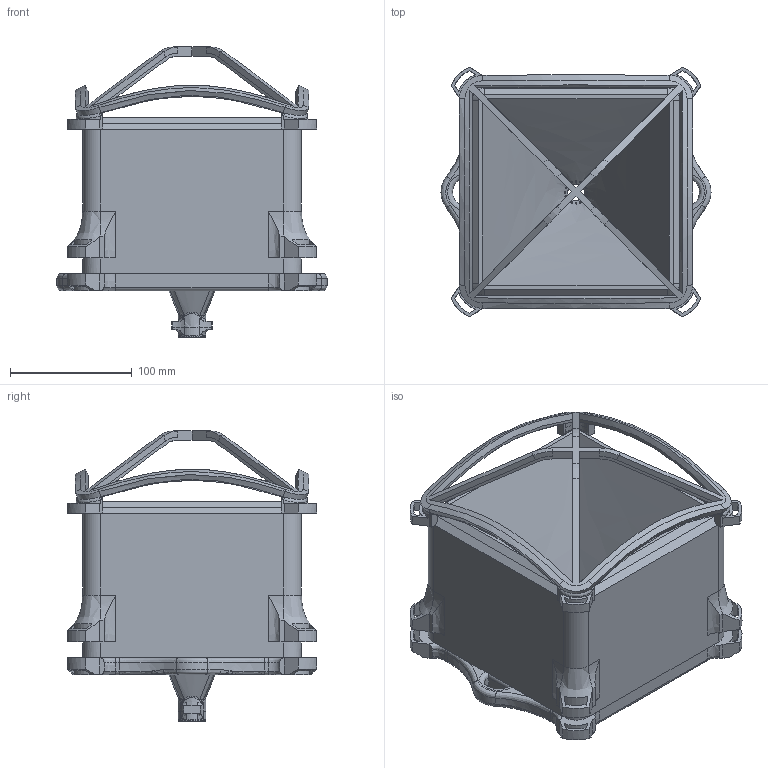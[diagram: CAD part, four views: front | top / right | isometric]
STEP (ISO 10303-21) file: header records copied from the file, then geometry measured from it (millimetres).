
FILE_DESCRIPTION(/* description */ ('STEP AP242','CAx-IF Rec.Pracs.---Representation and Presentation of Product Manufacturing Information (PMI)---4.0---2014-10-13','CAx-IF Rec.Pracs.---3D Tessellated Geometry---0.4---2014-09-14','2;1'),/* implementation_level */ '2;1');
FILE_NAME(/* name */ '668c862e00246a4007b4f083',/* time_stamp */ '2024-07-09T00:37:03Z',/* author */ (''),/* organization */ (''),/* preprocessor_version */ 'ST-DEVELOPER v20',/* originating_system */ ' ',/* authorisation */ ' ');
FILE_SCHEMA (('AP242_MANAGED_MODEL_BASED_3D_ENGINEERING_MIM_LF { 1 0 10303 442 1 1 4 }'));
Length unit declared in the file: metre
Products named in the file (3): grill.v1; horn.v0.93; seal.v1.21
Bounding box: 222 x 205.3 x 238.5 mm (x, y, z)
Volume: 1178807.9 mm3; surface area: 436665.8 mm2
Topology: 3 solids, 3 shells, 573 faces, 1691 edges, 1088 vertices
Faces by surface type: bspline 338, plane 172, cylinder 53, torus 8, cone 2
Full cylindrical faces by diameter (mm): 1.5 x16, 13.5 x1
Entity records: 34319 total; most frequent: CARTESIAN_POINT 22421, ORIENTED_EDGE 3272, EDGE_CURVE 1636, DIRECTION 1139, VERTEX_POINT 1066, B_SPLINE_CURVE_WITH_KNOTS 1048, EDGE_LOOP 646, FACE_BOUND 646
